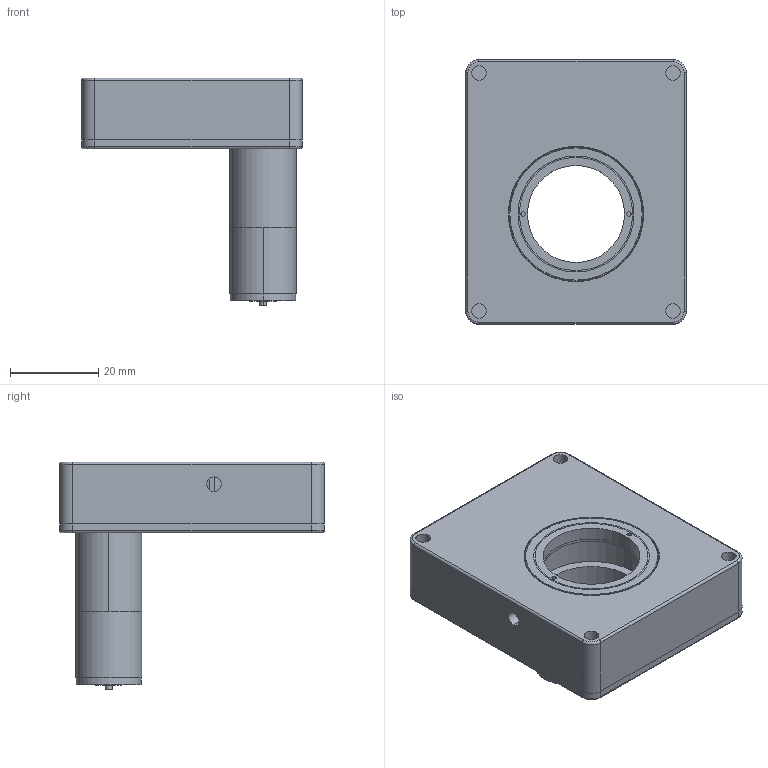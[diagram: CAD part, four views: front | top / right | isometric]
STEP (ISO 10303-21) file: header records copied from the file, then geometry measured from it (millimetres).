
FILE_DESCRIPTION (( 'STEP AP214' ), '1' );
FILE_NAME ('08PMR-1M.STEP', '2018-04-18T02:15:27', ( '' ), ( '' ), 'SwSTEP 2.0', 'SolidWorks 2016', '' );
FILE_SCHEMA (( 'AUTOMOTIVE_DESIGN' ));
Length unit declared in the file: millimetre
Products named in the file (1): 08PMR-1M
Bounding box: 50 x 60 x 51.6 mm (x, y, z)
Surface area: 15936.5 mm2 (no closed solid volume)
Topology: 0 solids, 14 shells, 208 faces, 583 edges, 394 vertices
Faces by surface type: cylinder 102, plane 74, cone 22, torus 10
Entity records: 9049 total; most frequent: DIRECTION 1279, CARTESIAN_POINT 1186, ORIENTED_EDGE 986, EDGE_CURVE 583, AXIS2_PLACEMENT_3D 487, VERTEX_POINT 394, LINE 305, VECTOR 305
